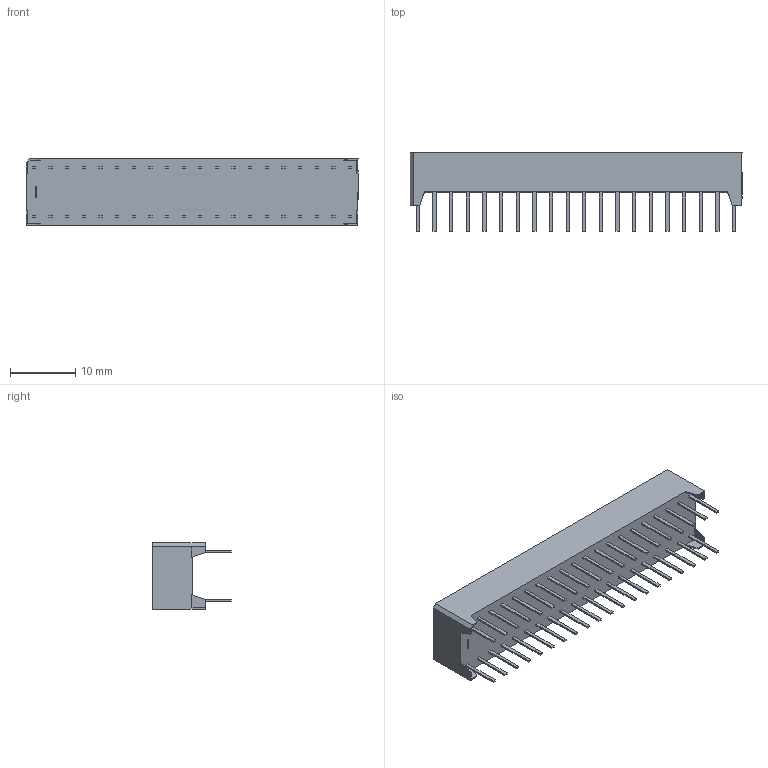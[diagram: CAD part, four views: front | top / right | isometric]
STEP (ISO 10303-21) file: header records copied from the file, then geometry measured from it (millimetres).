
FILE_DESCRIPTION (( 'STEP AP214' ), '1' );
FILE_NAME ('XGxx20.STEP', '2015-09-10T19:29:32', ( '' ), ( '' ), 'SwSTEP 2.0', 'SolidWorks 2012', '' );
FILE_SCHEMA (( 'AUTOMOTIVE_DESIGN' ));
Length unit declared in the file: millimetre
Products named in the file (1): XGxx20
Bounding box: 50.7 x 12 x 10.16 mm (x, y, z)
Volume: 3116.1 mm3; surface area: 2188.4 mm2
Topology: 1 solids, 1 shells, 575 faces, 1479 edges, 986 vertices
Faces by surface type: plane 473, bspline 102
Entity records: 25796 total; most frequent: CARTESIAN_POINT 7815, ORIENTED_EDGE 2958, DIRECTION 2223, EDGE_CURVE 1479, VECTOR 1275, LINE 1275, VERTEX_POINT 986, EDGE_LOOP 655
